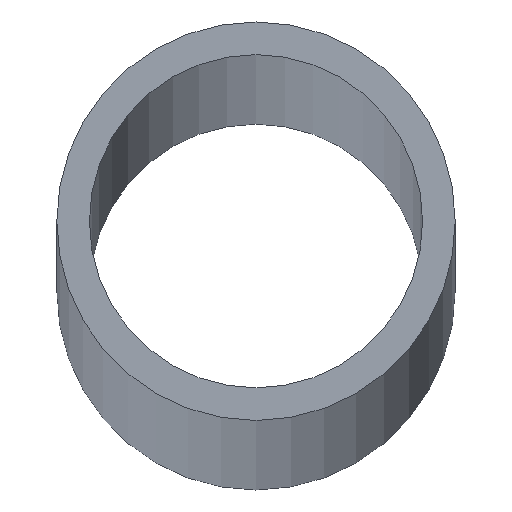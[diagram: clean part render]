
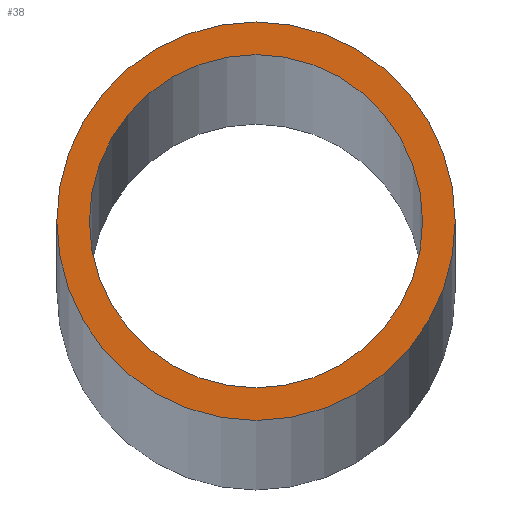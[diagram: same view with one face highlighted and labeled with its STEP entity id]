
A CAD part, top view. The second image highlights one B-rep face of the part: STEP entity #38.
In plain terms, the highlighted planar face has unit normal (0, 0, 1).
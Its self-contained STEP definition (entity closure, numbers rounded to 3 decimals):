
#4 = EDGE_CURVE ( 'NONE', #212, #12, #128, .T. ) ;
#9 = ORIENTED_EDGE ( 'NONE', *, *, #96, .F. ) ;
#12 = VERTEX_POINT ( 'NONE', #165 ) ;
#15 = DIRECTION ( 'NONE',  ( 0., 0., 1. ) ) ;
#21 = EDGE_LOOP ( 'NONE', ( #182, #9 ) ) ;
#30 = CIRCLE ( 'NONE', #161, 5.5 ) ;
#33 = DIRECTION ( 'NONE',  ( 1., 0., 0. ) ) ;
#34 = AXIS2_PLACEMENT_3D ( 'NONE', #143, #92, #43 ) ;
#35 = AXIS2_PLACEMENT_3D ( 'NONE', #163, #15, #200 ) ;
#38 = ADVANCED_FACE ( 'NONE', ( #184, #109 ), #162, .T. ) ;
#43 = DIRECTION ( 'NONE',  ( 1., 0., 0. ) ) ;
#44 = CARTESIAN_POINT ( 'NONE',  ( 0., 0., 550. ) ) ;
#45 = CARTESIAN_POINT ( 'NONE',  ( 0., 0., 550. ) ) ;
#48 = CIRCLE ( 'NONE', #35, 4.6 ) ;
#61 = DIRECTION ( 'NONE',  ( 0., 0., 1. ) ) ;
#92 = DIRECTION ( 'NONE',  ( 0., 0., 1. ) ) ;
#96 = EDGE_CURVE ( 'NONE', #12, #212, #48, .T. ) ;
#101 = CARTESIAN_POINT ( 'NONE',  ( 0., 0., 550. ) ) ;
#109 = FACE_BOUND ( 'NONE', #21, .T. ) ;
#116 = EDGE_LOOP ( 'NONE', ( #135, #117 ) ) ;
#117 = ORIENTED_EDGE ( 'NONE', *, *, #127, .T. ) ;
#124 = DIRECTION ( 'NONE',  ( 1., 0., 0. ) ) ;
#127 = EDGE_CURVE ( 'NONE', #210, #139, #172, .T. ) ;
#128 = CIRCLE ( 'NONE', #148, 4.6 ) ;
#135 = ORIENTED_EDGE ( 'NONE', *, *, #209, .T. ) ;
#139 = VERTEX_POINT ( 'NONE', #144 ) ;
#143 = CARTESIAN_POINT ( 'NONE',  ( 0., 0., 550. ) ) ;
#144 = CARTESIAN_POINT ( 'NONE',  ( -5.5, 0., 550. ) ) ;
#147 = CARTESIAN_POINT ( 'NONE',  ( 5.5, 0., 550. ) ) ;
#148 = AXIS2_PLACEMENT_3D ( 'NONE', #101, #193, #154 ) ;
#154 = DIRECTION ( 'NONE',  ( 1., 0., 0. ) ) ;
#158 = AXIS2_PLACEMENT_3D ( 'NONE', #44, #189, #124 ) ;
#161 = AXIS2_PLACEMENT_3D ( 'NONE', #45, #61, #33 ) ;
#162 = PLANE ( 'NONE',  #34 ) ;
#163 = CARTESIAN_POINT ( 'NONE',  ( 0., 0., 550. ) ) ;
#165 = CARTESIAN_POINT ( 'NONE',  ( 4.6, 0., 550. ) ) ;
#172 = CIRCLE ( 'NONE', #158, 5.5 ) ;
#182 = ORIENTED_EDGE ( 'NONE', *, *, #4, .F. ) ;
#184 = FACE_OUTER_BOUND ( 'NONE', #116, .T. ) ;
#189 = DIRECTION ( 'NONE',  ( 0., 0., 1. ) ) ;
#193 = DIRECTION ( 'NONE',  ( 0., 0., 1. ) ) ;
#200 = DIRECTION ( 'NONE',  ( 1., 0., 0. ) ) ;
#204 = CARTESIAN_POINT ( 'NONE',  ( -4.6, 0., 550. ) ) ;
#209 = EDGE_CURVE ( 'NONE', #139, #210, #30, .T. ) ;
#210 = VERTEX_POINT ( 'NONE', #147 ) ;
#212 = VERTEX_POINT ( 'NONE', #204 ) ;
